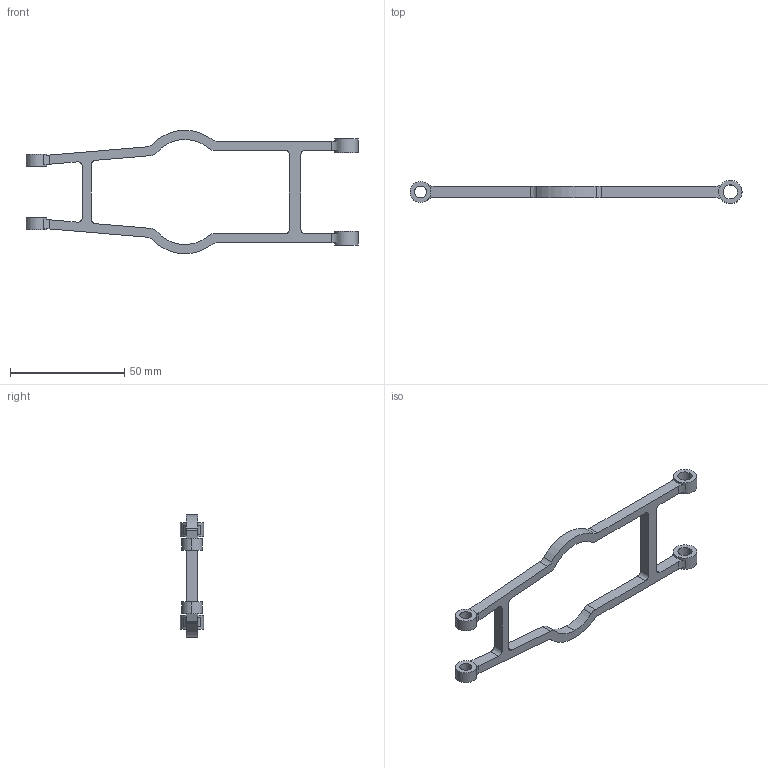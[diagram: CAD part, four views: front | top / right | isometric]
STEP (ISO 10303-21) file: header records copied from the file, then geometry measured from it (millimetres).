
FILE_DESCRIPTION (( 'STEP AP203' ), '1' );
FILE_NAME ('前悬架上摆臂2（数量2）.STEP', '2021-09-16T05:00:59', ( '' ), ( '' ), 'SwSTEP 2.0', 'SolidWorks 2018', '' );
FILE_SCHEMA (( 'CONFIG_CONTROL_DESIGN' ));
Length unit declared in the file: millimetre
Products named in the file (1): ヶ唑殤奻啊旋2ㄗ杅講2ㄘ
Bounding box: 145.53 x 10.2 x 54 mm (x, y, z)
Volume: 7799.5 mm3; surface area: 7195.7 mm2
Topology: 1 solids, 1 shells, 72 faces, 210 edges, 140 vertices
Faces by surface type: cylinder 46, plane 26
Entity records: 2523 total; most frequent: CARTESIAN_POINT 471, DIRECTION 432, ORIENTED_EDGE 420, EDGE_CURVE 210, AXIS2_PLACEMENT_3D 165, VERTEX_POINT 140, LINE 102, VECTOR 102
